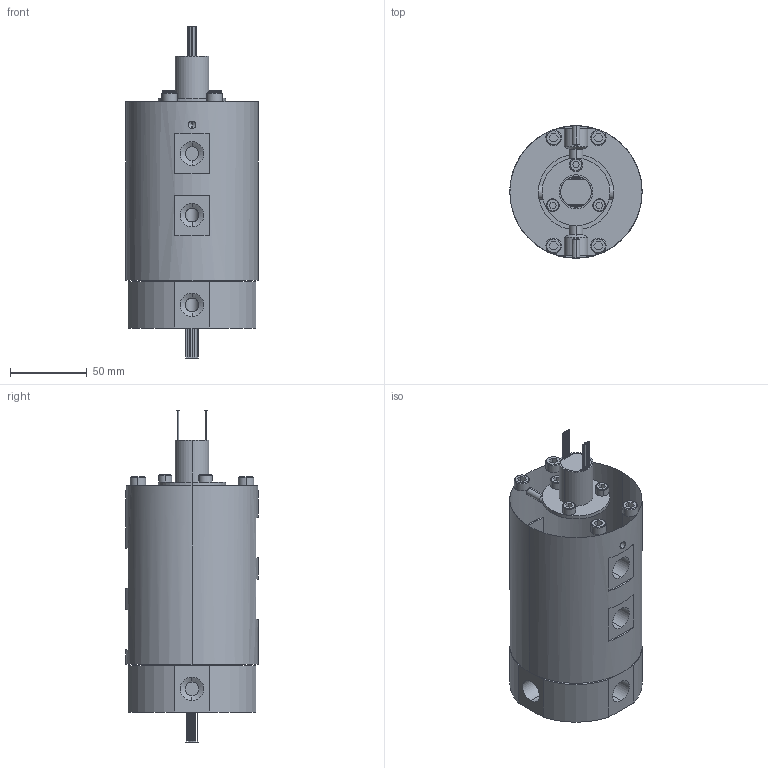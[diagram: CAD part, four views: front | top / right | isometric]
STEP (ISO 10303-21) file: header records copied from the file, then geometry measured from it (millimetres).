
FILE_DESCRIPTION (( 'STEP AP203' ), '1' );
FILE_NAME ('MK43S-S12.STEP', '2020-07-24T02:32:34', ( 'gongcheng1' ), ( '' ), 'SwSTEP 2.0', 'SolidWorks 2014', '' );
FILE_SCHEMA (( 'CONFIG_CONTROL_DESIGN' ));
Length unit declared in the file: millimetre
Products named in the file (1): MK43S-S12
Bounding box: 86 x 86 x 215.8 mm (x, y, z)
Volume: 827371.3 mm3; surface area: 76414.5 mm2
Topology: 1 solids, 1 shells, 327 faces, 726 edges, 456 vertices
Faces by surface type: cylinder 156, plane 129, cone 42
Entity records: 9199 total; most frequent: DIRECTION 1680, CARTESIAN_POINT 1670, ORIENTED_EDGE 1428, EDGE_CURVE 714, AXIS2_PLACEMENT_3D 658, VERTEX_POINT 456, EDGE_LOOP 398, LINE 364
